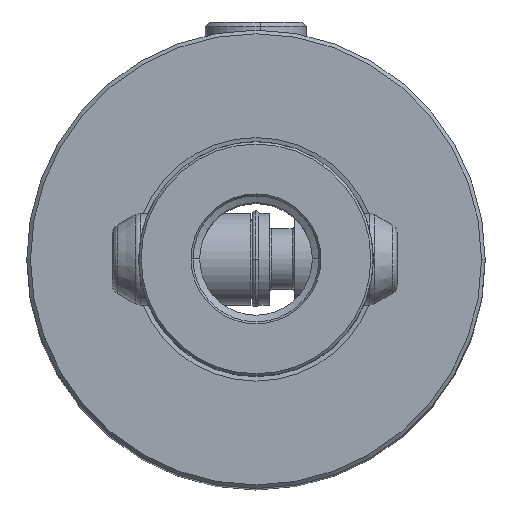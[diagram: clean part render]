
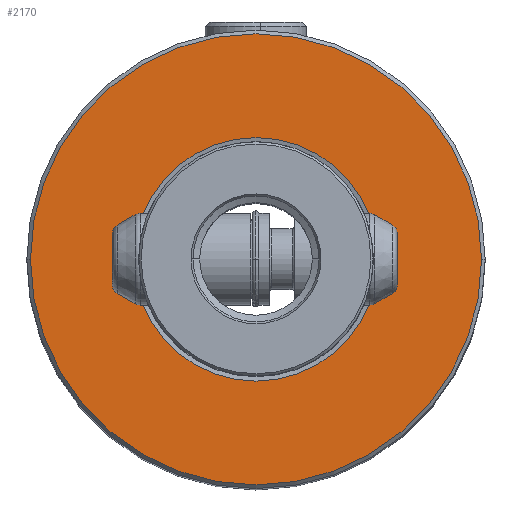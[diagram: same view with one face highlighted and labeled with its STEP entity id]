
A CAD part, top view. The second image highlights one B-rep face of the part: STEP entity #2170.
In plain terms, the highlighted planar face has unit normal (0, 0, 1).
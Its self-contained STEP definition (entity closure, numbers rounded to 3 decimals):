
#916=EDGE_CURVE('NONE',#2326,#1282,#2607,.T.);
#1282=VERTEX_POINT('NONE',#3014);
#1460=VERTEX_POINT('NONE',#3218);
#1586=VERTEX_POINT('NONE',#3356);
#1744=EDGE_CURVE('NONE',#1586,#1460,#3535,.T.);
#1748=EDGE_CURVE('NONE',#1460,#1586,#3539,.T.);
#2170=ADVANCED_FACE('NONE',(#4008,#4009),#4010,.T.);
#2326=VERTEX_POINT('NONE',#4185);
#2518=EDGE_CURVE('NONE',#1282,#2326,#4399,.T.);
#2607=CIRCLE('',#4498,44.275);
#3014=CARTESIAN_POINT('',(44.275,0.,0.0));
#3218=CARTESIAN_POINT('',(23.899,0.,0.0));
#3356=CARTESIAN_POINT('',(-23.899,0.,0.0));
#3535=CIRCLE('',#6261,23.899);
#3539=CIRCLE('',#6268,23.899);
#4008=FACE_OUTER_BOUND('',#7154,.T.);
#4009=FACE_BOUND('',#7155,.T.);
#4010=PLANE('',#7156);
#4185=CARTESIAN_POINT('',(-44.275,0.,0.0));
#4399=CIRCLE('',#7764,44.275);
#4498=AXIS2_PLACEMENT_3D('',#7921,#7922,#7923);
#6261=AXIS2_PLACEMENT_3D('',#9065,#9066,#9067);
#6268=AXIS2_PLACEMENT_3D('',#9069,#9070,#9071);
#7154=EDGE_LOOP('',(#9627,#9628));
#7155=EDGE_LOOP('',(#9629,#9630));
#7156=AXIS2_PLACEMENT_3D('',#9631,#9632,#9633);
#7764=AXIS2_PLACEMENT_3D('',#10151,#10152,#10153);
#7921=CARTESIAN_POINT('',(0.0,0.0,0.0));
#7922=DIRECTION('',(0.0,-0.0,1.0));
#7923=DIRECTION('',(0.0,1.0,0.0));
#9065=CARTESIAN_POINT('',(0.0,0.0,0.0));
#9066=DIRECTION('',(0.0,-0.0,1.0));
#9067=DIRECTION('',(0.0,1.0,0.0));
#9069=CARTESIAN_POINT('',(0.0,0.0,0.0));
#9070=DIRECTION('',(0.0,-0.0,1.0));
#9071=DIRECTION('',(0.0,1.0,0.0));
#9627=ORIENTED_EDGE('',*,*,#916,.T.);
#9628=ORIENTED_EDGE('',*,*,#2518,.T.);
#9629=ORIENTED_EDGE('',*,*,#1748,.F.);
#9630=ORIENTED_EDGE('',*,*,#1744,.F.);
#9631=CARTESIAN_POINT('',(-23.0,0.0,0.0));
#9632=DIRECTION('',(-0.0,0.0,1.0));
#9633=DIRECTION('',(0.0,1.0,0.0));
#10151=CARTESIAN_POINT('',(0.0,0.0,0.0));
#10152=DIRECTION('',(0.0,-0.0,1.0));
#10153=DIRECTION('',(0.0,1.0,0.0));
